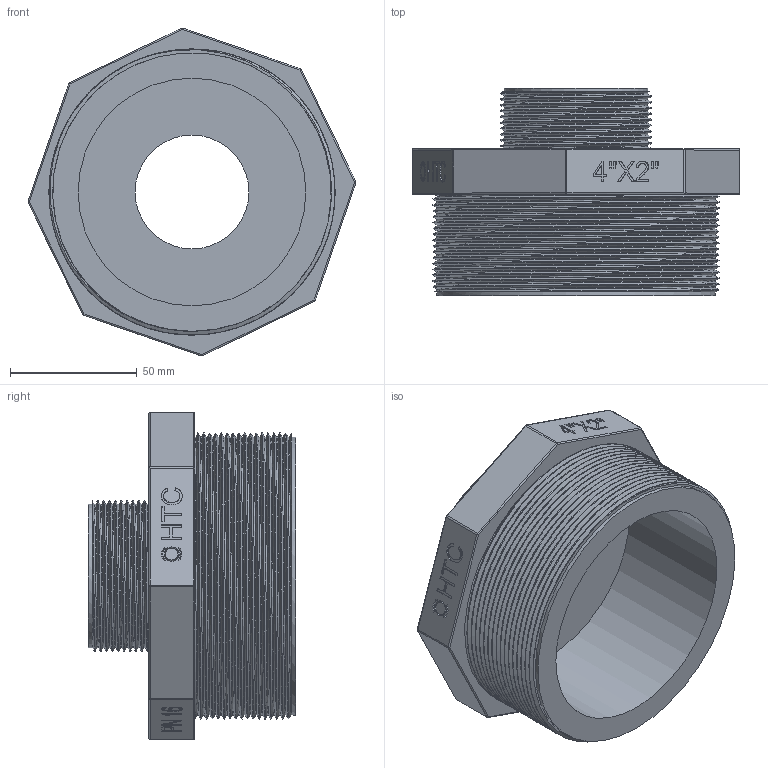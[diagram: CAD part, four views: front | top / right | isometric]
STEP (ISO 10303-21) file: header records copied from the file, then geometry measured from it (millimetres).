
FILE_DESCRIPTION(/* description */ (''),/* implementation_level */ '2;1');
FILE_NAME(/* name */ '长型异径接外螺纹.stp',/* time_stamp */ '2026-03-28T16:36:33+08:00',/* author */ (''),/* organization */ (''),/* preprocessor_version */ 'ST-DEVELOPER v16',/* originating_system */ 'SIEMENS PLM Software NX 10.0',/* authorisation */ '');
FILE_SCHEMA (('AUTOMOTIVE_DESIGN { 1 0 10303 214 3 1 1 1 }'));
Length unit declared in the file: millimetre
Products named in the file (1): gelv2718E591lj6s
Bounding box: 129.48 x 82 x 129.48 mm (x, y, z)
Volume: 301452.1 mm3; surface area: 78508 mm2
Topology: 1 solids, 1 shells, 311 faces, 838 edges, 559 vertices
Faces by surface type: plane 162, extrusion 82, cylinder 63, bspline 4
Full cylindrical faces by diameter (mm): 5 x1, 6 x1, 45 x1, 56.656 x10, 90 x1, 110.072 x17
Entity records: 17440 total; most frequent: CARTESIAN_POINT 11205, ORIENTED_EDGE 1496, DIRECTION 826, EDGE_CURVE 748, B_SPLINE_CURVE_WITH_KNOTS 526, VERTEX_POINT 502, VECTOR 344, EDGE_LOOP 322
